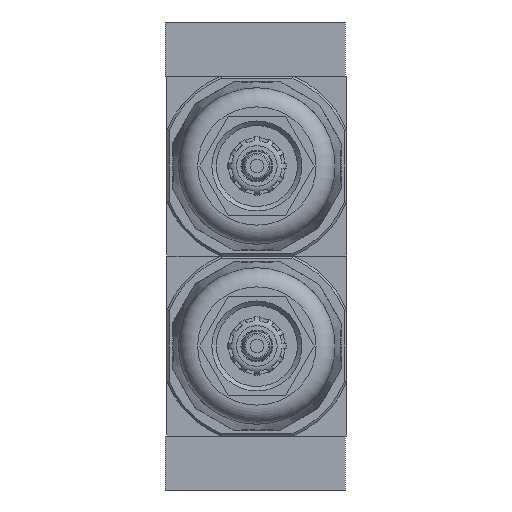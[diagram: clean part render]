
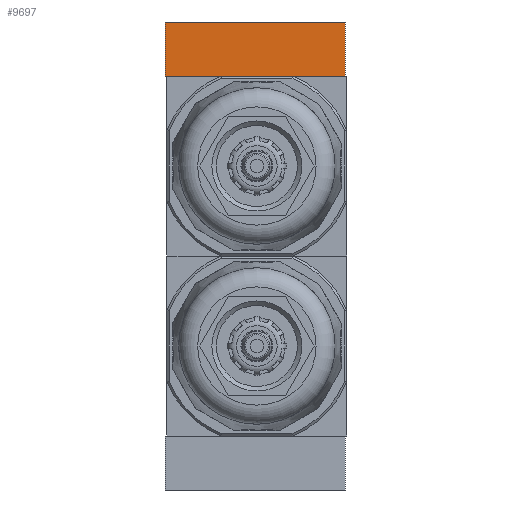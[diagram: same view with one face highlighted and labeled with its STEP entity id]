
A CAD part, front view. The second image highlights one B-rep face of the part: STEP entity #9697.
In plain terms, the highlighted planar face has unit normal (0, -1, 0).
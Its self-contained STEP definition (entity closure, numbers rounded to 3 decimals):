
#1242=ORIENTED_EDGE('',*,*,#4082,.T.);
#1243=ORIENTED_EDGE('',*,*,#4105,.F.);
#1244=ORIENTED_EDGE('',*,*,#4106,.F.);
#1245=ORIENTED_EDGE('',*,*,#4102,.T.);
#4082=EDGE_CURVE('',#5512,#5514,#6512,.T.);
#4102=EDGE_CURVE('',#5534,#5512,#6519,.T.);
#4105=EDGE_CURVE('',#5536,#5514,#6522,.T.);
#4106=EDGE_CURVE('',#5534,#5536,#6523,.T.);
#5512=VERTEX_POINT('',#17131);
#5514=VERTEX_POINT('',#17135);
#5534=VERTEX_POINT('',#17177);
#5536=VERTEX_POINT('',#17183);
#6512=LINE('',#17136,#7144);
#6519=LINE('',#17176,#7151);
#6522=LINE('',#17182,#7154);
#6523=LINE('',#17184,#7155);
#7144=VECTOR('',#14254,1000.);
#7151=VECTOR('',#14289,1000.);
#7154=VECTOR('',#14294,1000.);
#7155=VECTOR('',#14295,1000.);
#7780=EDGE_LOOP('',(#1242,#1243,#1244,#1245));
#8586=FACE_BOUND('',#7780,.T.);
#9395=PLANE('',#13139);
#9697=ADVANCED_FACE('',(#8586),#9395,.F.);
#13139=AXIS2_PLACEMENT_3D('',#17181,#14292,#14293);
#14254=DIRECTION('',(1.,0.,0.));
#14289=DIRECTION('',(0.,0.,-1.));
#14292=DIRECTION('',(0.,1.,0.));
#14293=DIRECTION('',(0.,0.,1.));
#14294=DIRECTION('',(0.,0.,-1.));
#14295=DIRECTION('',(1.,0.,0.));
#17131=CARTESIAN_POINT('',(-20.,-10.,-6.));
#17135=CARTESIAN_POINT('',(20.,-10.,-6.));
#17136=CARTESIAN_POINT('',(-20.,-10.,-6.));
#17176=CARTESIAN_POINT('',(-20.,-10.,6.));
#17177=CARTESIAN_POINT('',(-20.,-10.,6.));
#17181=CARTESIAN_POINT('',(-20.,-10.,6.));
#17182=CARTESIAN_POINT('',(20.,-10.,6.));
#17183=CARTESIAN_POINT('',(20.,-10.,6.));
#17184=CARTESIAN_POINT('',(-20.,-10.,6.));
